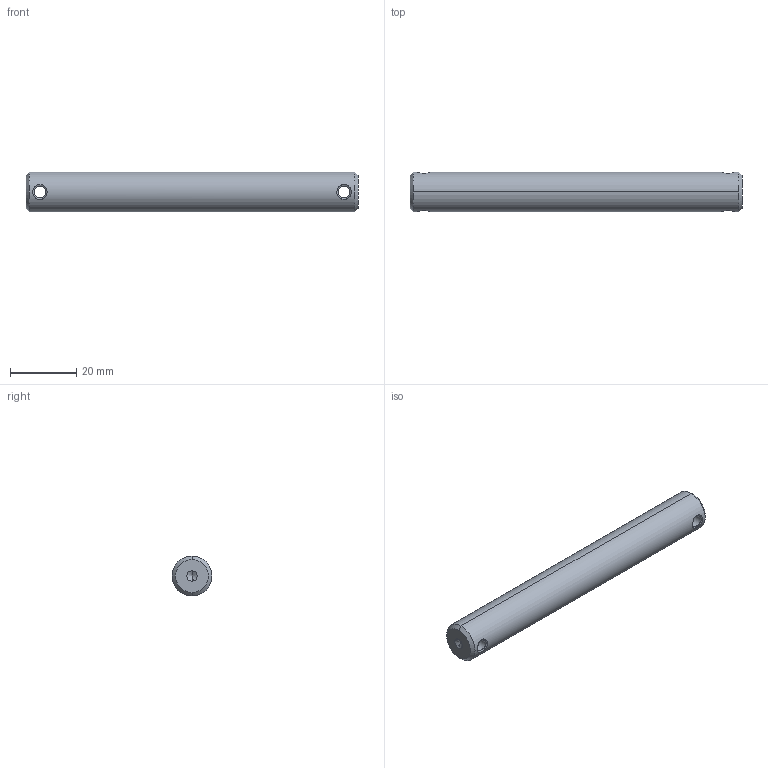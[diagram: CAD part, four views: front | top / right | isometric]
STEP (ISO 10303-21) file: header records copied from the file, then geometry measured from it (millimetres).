
FILE_DESCRIPTION (( 'STEP AP203' ), '1' );
FILE_NAME ('M12 based wedgelet pin .STEP', '2017-03-10T10:13:20', ( '' ), ( '' ), 'SwSTEP 2.0', 'SolidWorks 2015', '' );
FILE_SCHEMA (( 'CONFIG_CONTROL_DESIGN' ));
Length unit declared in the file: millimetre
Products named in the file (1): M12 based wedgelet pin 
Bounding box: 100 x 12 x 12 mm (x, y, z)
Volume: 11026.9 mm3; surface area: 4163 mm2
Topology: 1 solids, 1 shells, 22 faces, 52 edges, 31 vertices
Faces by surface type: bspline 8, cone 6, cylinder 6, plane 2
Entity records: 5805 total; most frequent: CARTESIAN_POINT 5296, ORIENTED_EDGE 100, DIRECTION 62, EDGE_CURVE 50, VERTEX_POINT 31, B_SPLINE_CURVE_WITH_KNOTS 28, EDGE_LOOP 27, AXIS2_PLACEMENT_3D 25
